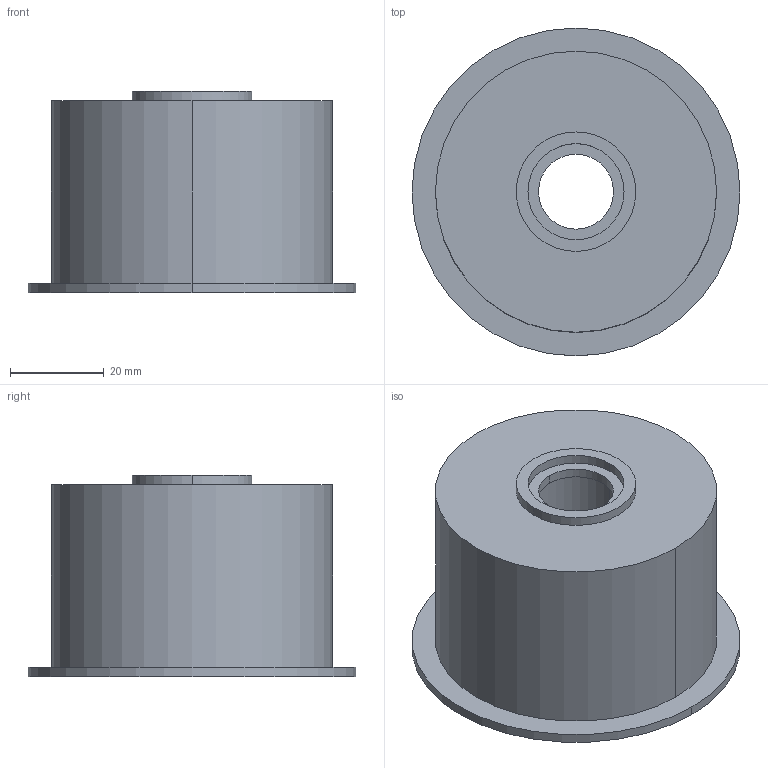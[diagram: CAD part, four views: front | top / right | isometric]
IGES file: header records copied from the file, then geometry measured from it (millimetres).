
Start section:  PTC IGES file: s0556-695251.igs
Global section: file name: s0556-695251.igs; native system: Pro/ENGINEER by Parametric Technology Corporation; preprocessor: 2006200; author: Andrea.Castagnoli; organization: Unknown; date: 20070706.152106; units: millimetre
Bounding box: 70 x 70 x 43 mm (x, y, z)
Volume: 35484 mm3; surface area: 35203.4 mm2
Topology: 1 solids, 1 shells, 89 faces, 228 edges, 146 vertices
Faces by surface type: bspline 55, revolution 34
